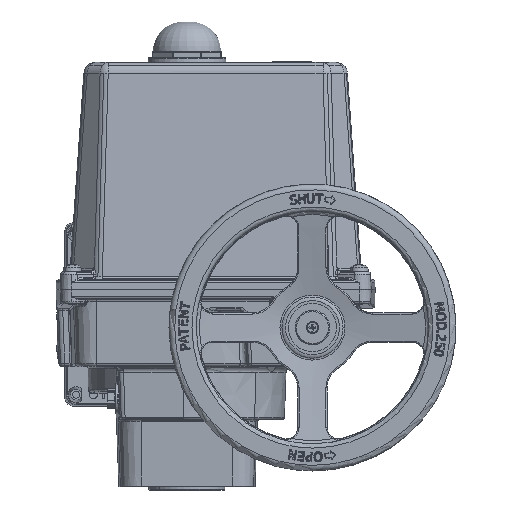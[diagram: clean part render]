
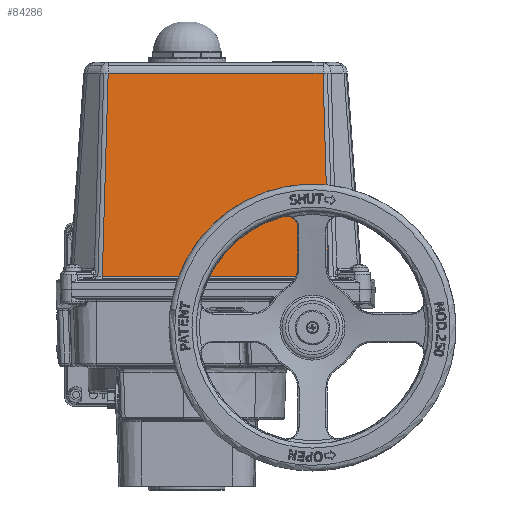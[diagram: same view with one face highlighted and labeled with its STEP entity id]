
A CAD part, left-side view. The second image highlights one B-rep face of the part: STEP entity #84286.
In plain terms, the highlighted planar face has unit normal (-0.998, 0, 0.07).
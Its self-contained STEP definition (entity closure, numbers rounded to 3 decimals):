
#70750=CARTESIAN_POINT('',(-100.676,73.717,183.291));
#70751=VERTEX_POINT('',#70750);
#71829=CARTESIAN_POINT('',(-100.676,-123.717,183.291));
#71830=VERTEX_POINT('',#71829);
#81516=CARTESIAN_POINT('',(-100.676,-123.717,183.291));
#81517=DIRECTION('',(-0.,1.,0.));
#81518=VECTOR('',#81517,197.435);
#81519=LINE('',#81516,#81518);
#81520=EDGE_CURVE('',#71830,#70751,#81519,.T.);
#82063=CARTESIAN_POINT('',(-88.305,68.593,360.198));
#82064=VERTEX_POINT('',#82063);
#82065=CARTESIAN_POINT('',(-100.676,73.717,183.291));
#82066=DIRECTION('',(0.07,-0.029,0.997));
#82067=VECTOR('',#82066,177.413);
#82068=LINE('',#82065,#82067);
#82069=EDGE_CURVE('',#70751,#82064,#82068,.T.);
#82723=CARTESIAN_POINT('',(-88.305,-118.593,360.198));
#82724=VERTEX_POINT('',#82723);
#84265=CARTESIAN_POINT('',(-101.5,-128.191,171.5));
#84266=DIRECTION('',(-0.998,-0.,0.07));
#84267=DIRECTION('',(0.,-1.,-0.));
#84268=AXIS2_PLACEMENT_3D('',#84265,#84266,#84267);
#84269=PLANE('',#84268);
#84270=ORIENTED_EDGE('',*,*,#81520,.F.);
#84271=CARTESIAN_POINT('',(-88.305,-118.593,360.198));
#84272=DIRECTION('',(-0.07,-0.029,-0.997));
#84273=VECTOR('',#84272,177.413);
#84274=LINE('',#84271,#84273);
#84275=EDGE_CURVE('',#82724,#71830,#84274,.T.);
#84276=ORIENTED_EDGE('',*,*,#84275,.F.);
#84277=CARTESIAN_POINT('',(-88.305,68.593,360.198));
#84278=DIRECTION('',(0.,-1.,-0.));
#84279=VECTOR('',#84278,187.187);
#84280=LINE('',#84277,#84279);
#84281=EDGE_CURVE('',#82064,#82724,#84280,.T.);
#84282=ORIENTED_EDGE('',*,*,#84281,.F.);
#84283=ORIENTED_EDGE('',*,*,#82069,.F.);
#84284=EDGE_LOOP('',(#84270,#84276,#84282,#84283));
#84285=FACE_BOUND('',#84284,.T.);
#84286=ADVANCED_FACE('',(#84285),#84269,.T.);
